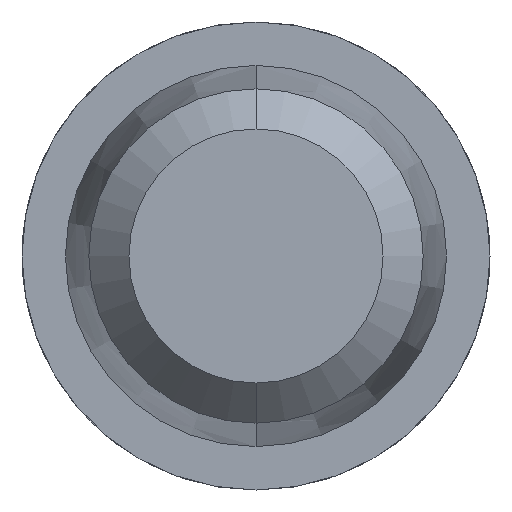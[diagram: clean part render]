
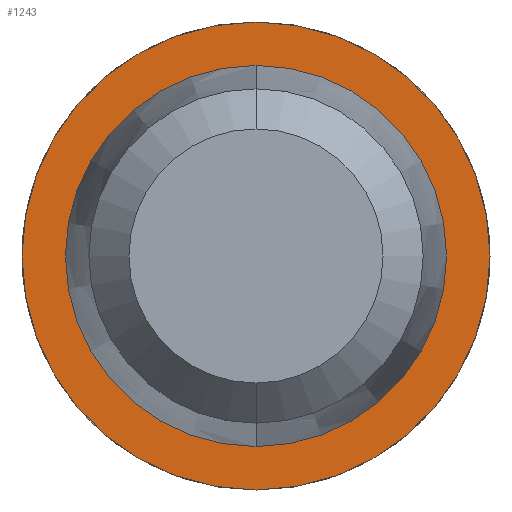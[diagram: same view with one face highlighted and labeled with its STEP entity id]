
A CAD part, front view. The second image highlights one B-rep face of the part: STEP entity #1243.
In plain terms, the highlighted planar face has unit normal (0, -1, 0).
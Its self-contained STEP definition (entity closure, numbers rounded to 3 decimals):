
#45 = PLANE ( 'NONE',  #4065 ) ;
#184 = ORIENTED_EDGE ( 'NONE', *, *, #2245, .T. ) ;
#226 = AXIS2_PLACEMENT_3D ( 'NONE', #1885, #3547, #1860 ) ;
#373 = CARTESIAN_POINT ( 'NONE',  ( 0., 26., 0. ) ) ;
#475 = CARTESIAN_POINT ( 'NONE',  ( 0., 26., 0.57 ) ) ;
#571 = DIRECTION ( 'NONE',  ( 0., -1., 0. ) ) ;
#890 = VERTEX_POINT ( 'NONE', #2199 ) ;
#1243 = ADVANCED_FACE ( 'Defeature ausgef�hrt2_10', ( #3888, #2622 ), #45, .T. ) ;
#1714 = AXIS2_PLACEMENT_3D ( 'NONE', #1950, #3658, #4288 ) ;
#1776 = CIRCLE ( 'NONE', #226, 0.57 ) ;
#1811 = CARTESIAN_POINT ( 'NONE',  ( 0., 26., 0.7 ) ) ;
#1860 = DIRECTION ( 'NONE',  ( 0., 0., -1. ) ) ;
#1885 = CARTESIAN_POINT ( 'NONE',  ( 0., 26., 0. ) ) ;
#1950 = CARTESIAN_POINT ( 'NONE',  ( 0., 26., 0. ) ) ;
#2032 = EDGE_CURVE ( 'Defeature ausgef�hrt2_9+Defeature ausgef�hrt2_10+Defeature ausgef�hrt2_10+Defeature ausgef�hrt2_10', #2105, #3563, #1776, .T. ) ;
#2105 = VERTEX_POINT ( 'NONE', #2252 ) ;
#2199 = CARTESIAN_POINT ( 'NONE',  ( 0., 26., -0.7 ) ) ;
#2245 = EDGE_CURVE ( 'Defeature ausgef�hrt2_10+Defeature ausgef�hrt2_11+Defeature ausgef�hrt2_11+Defeature ausgef�hrt2_11', #4109, #890, #2461, .T. ) ;
#2252 = CARTESIAN_POINT ( 'NONE',  ( 0., 26., -0.57 ) ) ;
#2403 = DIRECTION ( 'NONE',  ( 0., 0., -1. ) ) ;
#2461 = CIRCLE ( 'NONE', #2553, 0.7 ) ;
#2526 = AXIS2_PLACEMENT_3D ( 'NONE', #2576, #571, #2915 ) ;
#2541 = ORIENTED_EDGE ( 'NONE', *, *, #2785, .F. ) ;
#2553 = AXIS2_PLACEMENT_3D ( 'NONE', #373, #3735, #4076 ) ;
#2576 = CARTESIAN_POINT ( 'NONE',  ( 0., 26., 0. ) ) ;
#2622 = FACE_BOUND ( 'NONE', #2813, .T. ) ;
#2736 = CARTESIAN_POINT ( 'NONE',  ( 0.57, 26., 0. ) ) ;
#2760 = EDGE_CURVE ( 'Defeature ausgef�hrt2_10+Defeature ausgef�hrt2_11+Defeature ausgef�hrt2_11+Defeature ausgef�hrt2_11', #890, #4109, #4094, .T. ) ;
#2785 = EDGE_CURVE ( 'Defeature ausgef�hrt2_9+Defeature ausgef�hrt2_10+Defeature ausgef�hrt2_10+Defeature ausgef�hrt2_10', #3563, #2105, #2844, .T. ) ;
#2813 = EDGE_LOOP ( 'NONE', ( #2541, #4110 ) ) ;
#2844 = CIRCLE ( 'NONE', #2526, 0.57 ) ;
#2915 = DIRECTION ( 'NONE',  ( 0., 0., -1. ) ) ;
#3547 = DIRECTION ( 'NONE',  ( 0., -1., 0. ) ) ;
#3563 = VERTEX_POINT ( 'NONE', #475 ) ;
#3652 = ORIENTED_EDGE ( 'NONE', *, *, #2760, .T. ) ;
#3658 = DIRECTION ( 'NONE',  ( 0., -1., 0. ) ) ;
#3735 = DIRECTION ( 'NONE',  ( 0., -1., 0. ) ) ;
#3758 = DIRECTION ( 'NONE',  ( 0., -1., 0. ) ) ;
#3888 = FACE_OUTER_BOUND ( 'NONE', #3903, .T. ) ;
#3903 = EDGE_LOOP ( 'NONE', ( #3652, #184 ) ) ;
#4065 = AXIS2_PLACEMENT_3D ( 'NONE', #2736, #3758, #2403 ) ;
#4076 = DIRECTION ( 'NONE',  ( 0., 0., -1. ) ) ;
#4094 = CIRCLE ( 'NONE', #1714, 0.7 ) ;
#4109 = VERTEX_POINT ( 'NONE', #1811 ) ;
#4110 = ORIENTED_EDGE ( 'NONE', *, *, #2032, .F. ) ;
#4288 = DIRECTION ( 'NONE',  ( 0., 0., -1. ) ) ;
